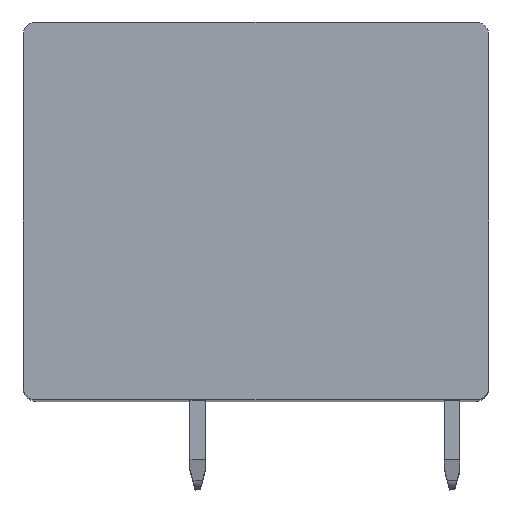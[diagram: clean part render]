
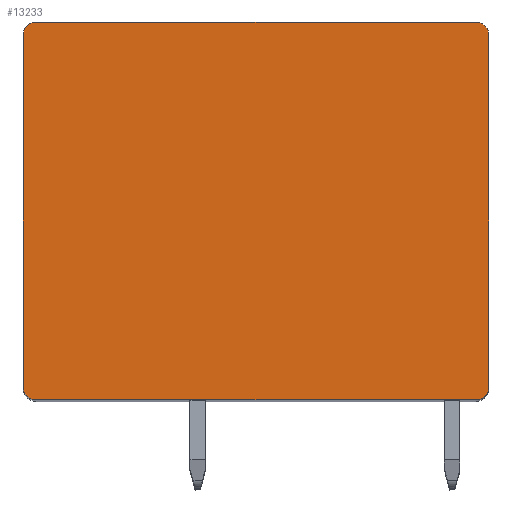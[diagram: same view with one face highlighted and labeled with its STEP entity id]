
A CAD part, top view. The second image highlights one B-rep face of the part: STEP entity #13233.
In plain terms, the highlighted planar face has unit normal (0, 0, 1).
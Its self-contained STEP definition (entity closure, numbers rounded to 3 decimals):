
#5028=CARTESIAN_POINT('',(-11.375,9.1,5.55));
#5029=DIRECTION('',(0.,0.,1.));
#5030=DIRECTION('',(0.,1.,0.));
#5031=AXIS2_PLACEMENT_3D('',#5028,#5029,#5030);
#5033=DIRECTION('',(-1.,0.,0.));
#5034=VECTOR('',#5033,22.75);
#5035=CARTESIAN_POINT('',(11.375,9.8,5.55));
#5036=LINE('',#5035,#5034);
#5037=CARTESIAN_POINT('',(11.375,9.1,5.55));
#5038=DIRECTION('',(0.,0.,1.));
#5039=DIRECTION('',(1.,0.,0.));
#5040=AXIS2_PLACEMENT_3D('',#5037,#5038,#5039);
#5042=DIRECTION('',(0.,1.,0.));
#5043=VECTOR('',#5042,18.2);
#5044=CARTESIAN_POINT('',(12.075,-9.1,5.55));
#5045=LINE('',#5044,#5043);
#5046=CARTESIAN_POINT('',(11.375,-9.1,5.55));
#5047=DIRECTION('',(0.,0.,1.));
#5048=DIRECTION('',(0.,-1.,0.));
#5049=AXIS2_PLACEMENT_3D('',#5046,#5047,#5048);
#5051=DIRECTION('',(1.,0.,0.));
#5052=VECTOR('',#5051,22.75);
#5053=CARTESIAN_POINT('',(-11.375,-9.8,5.55));
#5054=LINE('',#5053,#5052);
#5055=CARTESIAN_POINT('',(-11.375,-9.1,5.55));
#5056=DIRECTION('',(0.,0.,1.));
#5057=DIRECTION('',(-1.,0.,0.));
#5058=AXIS2_PLACEMENT_3D('',#5055,#5056,#5057);
#5060=DIRECTION('',(0.,-1.,0.));
#5061=VECTOR('',#5060,18.2);
#5062=CARTESIAN_POINT('',(-12.075,9.1,5.55));
#5063=LINE('',#5062,#5061);
#5975=CARTESIAN_POINT('',(-11.375,9.8,5.55));
#5976=CARTESIAN_POINT('',(-12.075,9.1,5.55));
#5977=VERTEX_POINT('',#5975);
#5978=VERTEX_POINT('',#5976);
#5983=CARTESIAN_POINT('',(12.075,9.1,5.55));
#5984=VERTEX_POINT('',#5983);
#5985=CARTESIAN_POINT('',(11.375,9.8,5.55));
#5986=VERTEX_POINT('',#5985);
#5991=CARTESIAN_POINT('',(11.375,-9.8,5.55));
#5992=VERTEX_POINT('',#5991);
#5993=CARTESIAN_POINT('',(12.075,-9.1,5.55));
#5994=VERTEX_POINT('',#5993);
#5999=CARTESIAN_POINT('',(-12.075,-9.1,5.55));
#6000=VERTEX_POINT('',#5999);
#6001=CARTESIAN_POINT('',(-11.375,-9.8,5.55));
#6002=VERTEX_POINT('',#6001);
#13218=CARTESIAN_POINT('',(0.,0.,5.55));
#13219=DIRECTION('',(0.,0.,1.));
#13220=DIRECTION('',(1.,0.,0.));
#13221=AXIS2_PLACEMENT_3D('',#13218,#13219,#13220);
#13222=PLANE('',#13221);
#13223=ORIENTED_EDGE('',*,*,#7298,.F.);
#13224=ORIENTED_EDGE('',*,*,#7360,.F.);
#13225=ORIENTED_EDGE('',*,*,#7589,.F.);
#13226=ORIENTED_EDGE('',*,*,#7604,.F.);
#13227=ORIENTED_EDGE('',*,*,#7617,.F.);
#13228=ORIENTED_EDGE('',*,*,#7632,.F.);
#13229=ORIENTED_EDGE('',*,*,#9397,.F.);
#13230=ORIENTED_EDGE('',*,*,#9409,.F.);
#13231=EDGE_LOOP('',(#13223,#13224,#13225,#13226,#13227,#13228,#13229,#13230));
#13232=FACE_OUTER_BOUND('',#13231,.F.);
#5032=CIRCLE('',#5031,0.7);
#5041=CIRCLE('',#5040,0.7);
#5050=CIRCLE('',#5049,0.7);
#5059=CIRCLE('',#5058,0.7);
#7298=EDGE_CURVE('',#5977,#5978,#5032,.T.);
#7360=EDGE_CURVE('',#5986,#5977,#5036,.T.);
#7589=EDGE_CURVE('',#5984,#5986,#5041,.T.);
#7604=EDGE_CURVE('',#5994,#5984,#5045,.T.);
#7617=EDGE_CURVE('',#5992,#5994,#5050,.T.);
#7632=EDGE_CURVE('',#6002,#5992,#5054,.T.);
#9397=EDGE_CURVE('',#6000,#6002,#5059,.T.);
#9409=EDGE_CURVE('',#5978,#6000,#5063,.T.);
#13233=ADVANCED_FACE('',(#13232),#13222,.T.);
